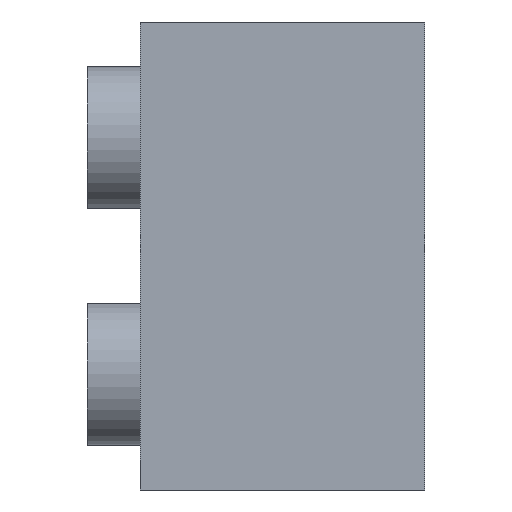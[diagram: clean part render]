
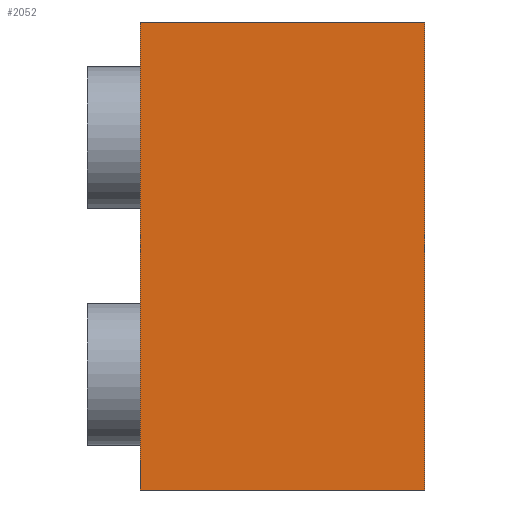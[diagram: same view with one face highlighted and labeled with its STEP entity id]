
A CAD part, left-side view. The second image highlights one B-rep face of the part: STEP entity #2052.
In plain terms, the highlighted planar face has unit normal (-1, 0, 0).
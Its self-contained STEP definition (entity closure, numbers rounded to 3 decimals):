
#240=FACE_OUTER_BOUND('',#373,.T.);
#373=EDGE_LOOP('',(#1846,#1847,#1848,#1849));
#577=LINE('',#3406,#790);
#583=LINE('',#3418,#796);
#586=LINE('',#3423,#799);
#587=LINE('',#3425,#800);
#790=VECTOR('',#2811,10.);
#796=VECTOR('',#2819,10.);
#799=VECTOR('',#2826,10.);
#800=VECTOR('',#2829,10.);
#992=VERTEX_POINT('',#3403);
#993=VERTEX_POINT('',#3405);
#995=VERTEX_POINT('',#3411);
#998=VERTEX_POINT('',#3416);
#1273=EDGE_CURVE('',#992,#993,#577,.T.);
#1279=EDGE_CURVE('',#998,#995,#583,.T.);
#1282=EDGE_CURVE('',#993,#998,#586,.T.);
#1283=EDGE_CURVE('',#992,#995,#587,.T.);
#1846=ORIENTED_EDGE('',*,*,#1283,.T.);
#1847=ORIENTED_EDGE('',*,*,#1279,.F.);
#1848=ORIENTED_EDGE('',*,*,#1282,.F.);
#1849=ORIENTED_EDGE('',*,*,#1273,.F.);
#1941=PLANE('',#2249);
#2052=ADVANCED_FACE('',(#240),#1941,.F.);
#2249=AXIS2_PLACEMENT_3D('',#3424,#2827,#2828);
#2811=DIRECTION('',(0.,0.,1.));
#2819=DIRECTION('',(0.,0.,-1.));
#2826=DIRECTION('',(0.,-1.,0.));
#2827=DIRECTION('center_axis',(1.,0.,0.));
#2828=DIRECTION('ref_axis',(0.,-1.,0.));
#2829=DIRECTION('',(0.,-1.,0.));
#3403=CARTESIAN_POINT('',(63.6,9.6,-15.8));
#3405=CARTESIAN_POINT('',(63.6,9.6,0.));
#3406=CARTESIAN_POINT('',(63.6,9.6,-7.9));
#3411=CARTESIAN_POINT('',(63.6,0.,-15.8));
#3416=CARTESIAN_POINT('',(63.6,0.,0.));
#3418=CARTESIAN_POINT('',(63.6,0.,-7.9));
#3423=CARTESIAN_POINT('',(63.6,4.8,0.));
#3424=CARTESIAN_POINT('Origin',(63.6,4.8,-7.9));
#3425=CARTESIAN_POINT('',(63.6,4.8,-15.8));
